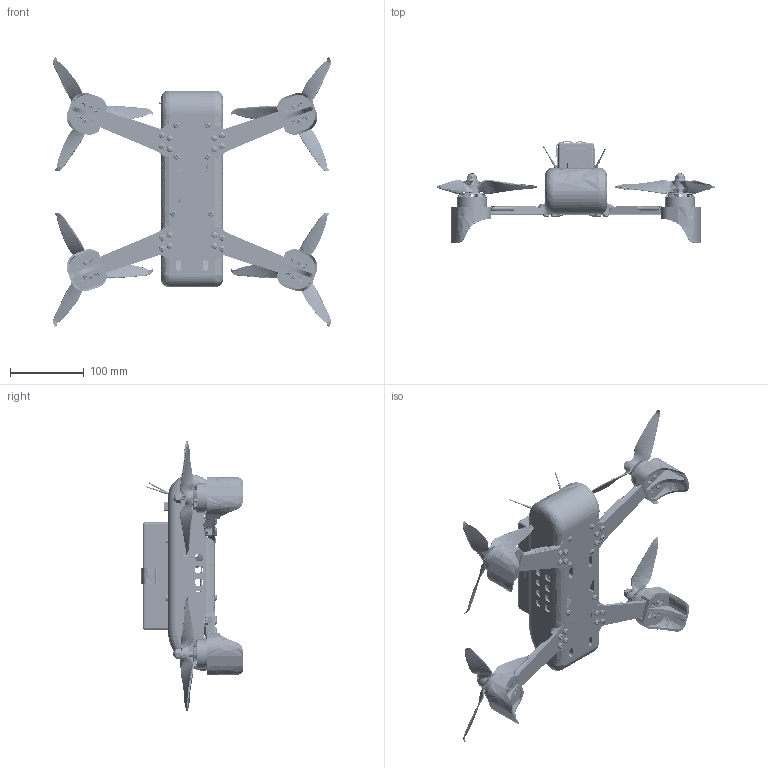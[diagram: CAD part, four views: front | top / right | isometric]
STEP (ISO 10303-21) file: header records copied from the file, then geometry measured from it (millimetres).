
FILE_DESCRIPTION(('FreeCAD Model'),'2;1');
FILE_NAME('Open CASCADE Shape Model','2025-04-26T16:31:55',('FreeCAD'),( 'FreeCAD'),'Open CASCADE STEP processor 7.6','FreeCAD','Unknown');
FILE_SCHEMA(('AUTOMOTIVE_DESIGN { 1 0 10303 214 1 1 1 1 }'));
Products named in the file (1): Open CASCADE STEP translator 7.6 1
Bounding box: 377.34 x 137.85 x 367.38 mm (x, y, z)
Volume: 1465614.5 mm3; surface area: 786647.3 mm2
Topology: 156 solids, 156 shells, 9833 faces, 25973 edges, 16572 vertices
Faces by surface type: bspline 9833
Entity records: 387091 total; most frequent: CARTESIAN_POINT 236783, ORIENTED_EDGE 51778, EDGE_CURVE 25889, B_SPLINE_CURVE_WITH_KNOTS 18091, VERTEX_POINT 16572, FACE_BOUND 10983, EDGE_LOOP 10983, ADVANCED_FACE 9833
